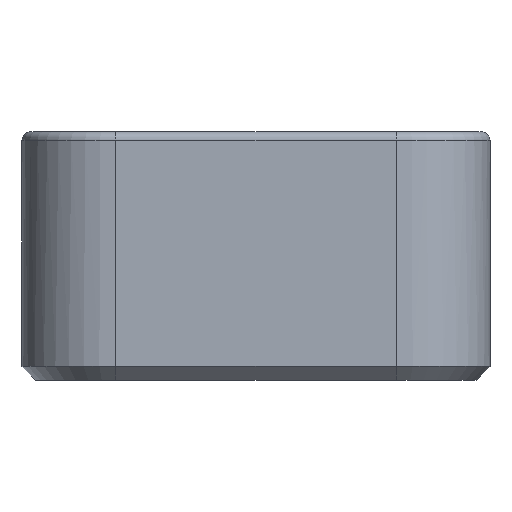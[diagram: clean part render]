
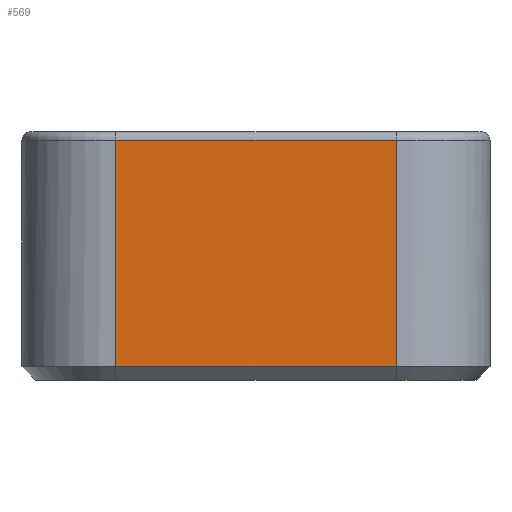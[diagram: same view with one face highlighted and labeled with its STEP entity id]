
A CAD part, front view. The second image highlights one B-rep face of the part: STEP entity #569.
In plain terms, the highlighted planar face has unit normal (0, -1, 0).
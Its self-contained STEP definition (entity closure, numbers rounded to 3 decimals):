
#198=FACE_OUTER_BOUND('',#1786,.T.);
#569=ADVANCED_FACE('',(#198),#957,.F.);
#957=PLANE('',#7837);
#1786=EDGE_LOOP('',(#2724,#2725,#2726,#2727));
#2724=ORIENTED_EDGE('',*,*,#5590,.T.);
#2725=ORIENTED_EDGE('',*,*,#5591,.T.);
#2726=ORIENTED_EDGE('',*,*,#5592,.T.);
#2727=ORIENTED_EDGE('',*,*,#5593,.T.);
#4868=VERTEX_POINT('',#11627);
#4869=VERTEX_POINT('',#11628);
#4870=VERTEX_POINT('',#11630);
#4871=VERTEX_POINT('',#11632);
#5590=EDGE_CURVE('',#4868,#4869,#6611,.T.);
#5591=EDGE_CURVE('',#4869,#4870,#6612,.T.);
#5592=EDGE_CURVE('',#4870,#4871,#6613,.T.);
#5593=EDGE_CURVE('',#4871,#4868,#6614,.T.);
#6611=LINE('',#11626,#7414);
#6612=LINE('',#11629,#7415);
#6613=LINE('',#11631,#7416);
#6614=LINE('',#11633,#7417);
#7414=VECTOR('',#8923,1.);
#7415=VECTOR('',#8924,1.);
#7416=VECTOR('',#8925,1.);
#7417=VECTOR('',#8926,1.);
#7837=AXIS2_PLACEMENT_3D('',#11634,#8927,#8928);
#8923=DIRECTION('',(0.,0.,1.));
#8924=DIRECTION('',(-1.,0.,0.));
#8925=DIRECTION('',(0.,0.,-1.));
#8926=DIRECTION('',(1.,0.,0.));
#8927=DIRECTION('',(0.,1.,0.));
#8928=DIRECTION('',(0.,0.,1.));
#11626=CARTESIAN_POINT('',(26.8,0.,17.));
#11627=CARTESIAN_POINT('',(26.8,0.,1.));
#11628=CARTESIAN_POINT('',(26.8,0.,17.2));
#11629=CARTESIAN_POINT('',(0.,0.,17.2));
#11630=CARTESIAN_POINT('',(6.7,0.,17.2));
#11631=CARTESIAN_POINT('',(6.7,0.,17.));
#11632=CARTESIAN_POINT('',(6.7,0.,1.));
#11633=CARTESIAN_POINT('',(0.,0.,1.));
#11634=CARTESIAN_POINT('',(0.,0.,17.));
